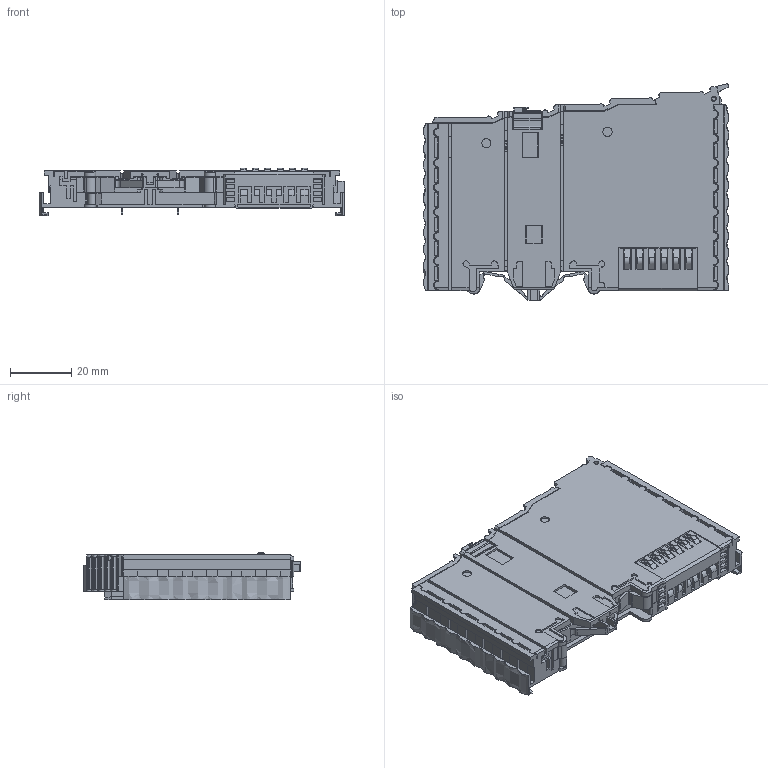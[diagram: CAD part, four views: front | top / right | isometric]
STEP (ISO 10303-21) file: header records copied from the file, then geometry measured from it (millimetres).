
FILE_DESCRIPTION((''),'2;1');
FILE_NAME('MET1-IO-8','2023-03-09T14:09:02',('MS28055'),(''),'CREO PARAMETRIC BY PTC INC, 2018100','CREO PARAMETRIC BY PTC INC, 2018100','');
FILE_SCHEMA(('CONFIG_CONTROL_DESIGN'));
Products named in the file (1): MET1-IO-8
Bounding box: 100 x 70.67 x 15.66 mm (x, y, z)
Volume: 58067.8 mm3; surface area: 35476.1 mm2
Topology: 1 solids, 47 shells, 3117 faces, 9670 edges, 6536 vertices
Faces by surface type: plane 2030, cylinder 760, cone 219, torus 64, bspline 34, sphere 8, extrusion 2
Entity records: 112941 total; most frequent: CARTESIAN_POINT 25191, ORIENTED_EDGE 19292, DIRECTION 17692, EDGE_CURVE 9656, VERTEX_POINT 6536, VECTOR 6394, LINE 6392, AXIS2_PLACEMENT_3D 5649
